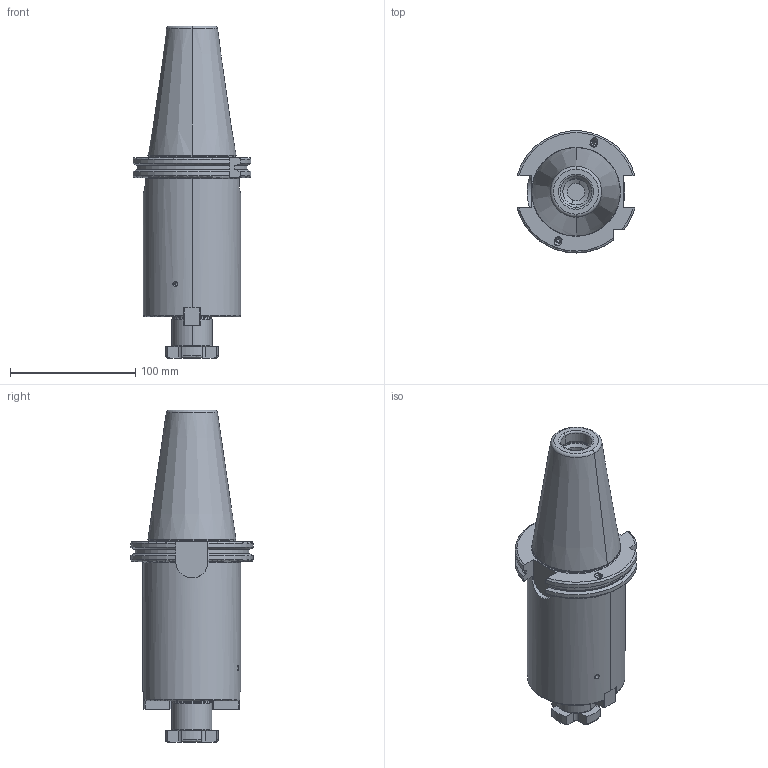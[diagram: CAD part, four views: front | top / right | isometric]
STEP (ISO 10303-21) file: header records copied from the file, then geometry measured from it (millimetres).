
FILE_DESCRIPTION((''),'2;1');
FILE_NAME('503_11_32_130','2021-03-31T',('103090'),(''),'CREO PARAMETRIC BY PTC INC, 2016260','CREO PARAMETRIC BY PTC INC, 2016260','');
FILE_SCHEMA(('CONFIG_CONTROL_DESIGN'));
Length unit declared in the file: millimetre
Products named in the file (1): 503_11_32_130
Bounding box: 94.05 x 97.31 x 264.75 mm (x, y, z)
Volume: 846056.5 mm3; surface area: 89041.9 mm2
Topology: 1 solids, 4 shells, 294 faces, 733 edges, 448 vertices
Faces by surface type: plane 109, cylinder 89, cone 52, torus 44
Entity records: 9546 total; most frequent: CARTESIAN_POINT 2483, DIRECTION 1511, ORIENTED_EDGE 1446, EDGE_CURVE 723, AXIS2_PLACEMENT_3D 573, VERTEX_POINT 448, VECTOR 365, LINE 365
